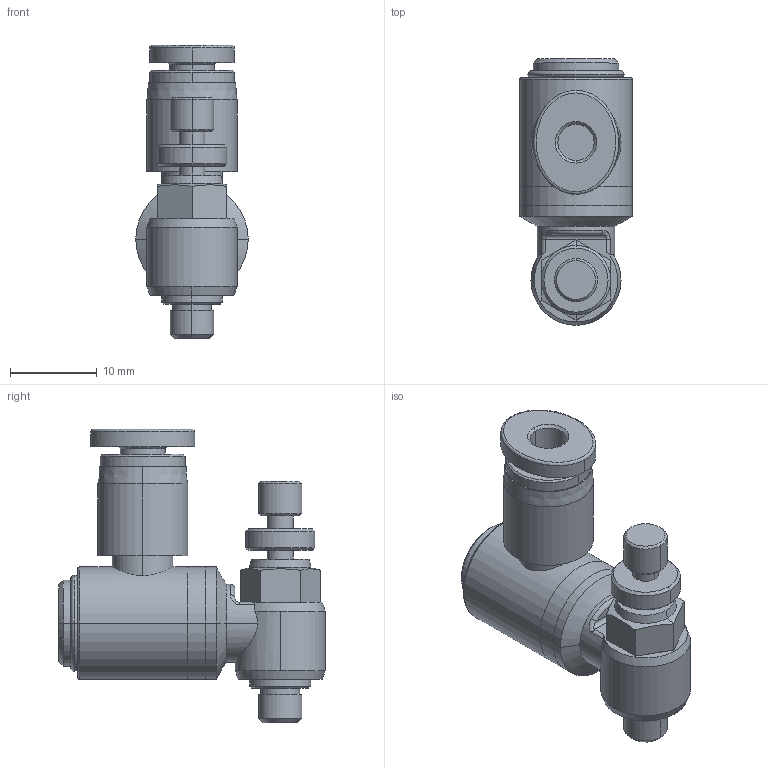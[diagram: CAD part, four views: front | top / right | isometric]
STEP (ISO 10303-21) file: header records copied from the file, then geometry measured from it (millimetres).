
FILE_DESCRIPTION((''),'2;1');
FILE_NAME('NSS04M5-mdt.stp','2017-07-22T11:39:59',(''),(''),'Mechanical Desktop 2009','Mechanical Desktop 2009',', , ');
FILE_SCHEMA(('CONFIG_CONTROL_DESIGN'));
Length unit declared in the file: millimetre
Products named in the file (6): NSS04M5-MDT; PART1; NSS 04F; ~PART1; NSS M5; NSE M5 BODY-MDT
Assembly tree (5 placements, depth 3):
  NSS04M5-MDT
    PART1
    NSS 04F
      ~PART1
    NSS M5
    NSE M5 BODY-MDT
Bounding box: 13 x 30.8 x 33.9 mm (x, y, z)
Volume: 5412.5 mm3; surface area: 4401.1 mm2
Topology: 6 solids, 6 shells, 136 faces, 283 edges, 171 vertices
Faces by surface type: cylinder 49, plane 38, cone 35, torus 9, bspline 5
Entity records: 4255 total; most frequent: CARTESIAN_POINT 1123, DIRECTION 690, ORIENTED_EDGE 566, AXIS2_PLACEMENT_3D 292, EDGE_CURVE 283, VERTEX_POINT 171, EDGE_LOOP 156, CIRCLE 153
